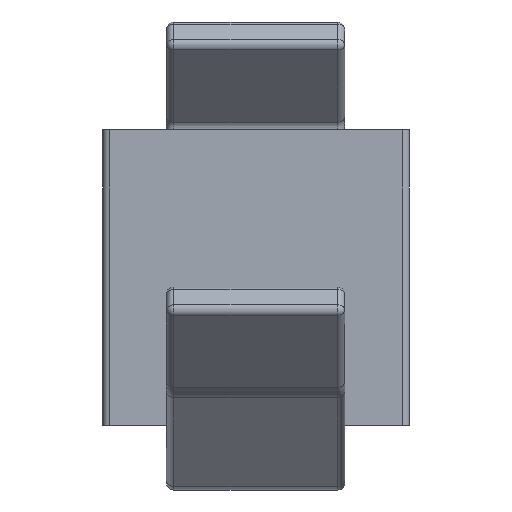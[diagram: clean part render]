
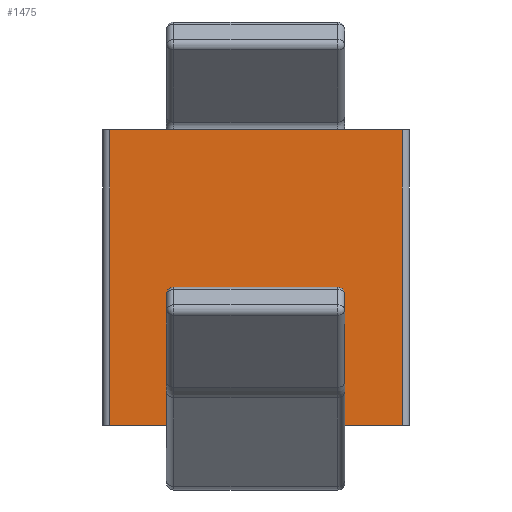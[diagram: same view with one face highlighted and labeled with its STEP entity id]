
A CAD part, front view. The second image highlights one B-rep face of the part: STEP entity #1475.
In plain terms, the highlighted planar face has unit normal (0, -1, 0).
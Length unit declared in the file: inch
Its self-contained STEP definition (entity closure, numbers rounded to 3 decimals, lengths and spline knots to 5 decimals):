
#95=PLANE('',#1596);
#138=FACE_OUTER_BOUND('',#242,.T.);
#242=EDGE_LOOP('',(#1087,#1088,#1089,#1090));
#321=LINE('',#2278,#425);
#326=LINE('',#2290,#430);
#338=LINE('',#2333,#442);
#356=LINE('',#2502,#460);
#425=VECTOR('',#1764,0.406);
#430=VECTOR('',#1775,0.401);
#442=VECTOR('',#1817,0.406);
#460=VECTOR('',#1881,0.401);
#630=VERTEX_POINT('',#2275);
#631=VERTEX_POINT('',#2277);
#635=VERTEX_POINT('',#2289);
#651=VERTEX_POINT('',#2331);
#761=EDGE_CURVE('',#630,#631,#321,.T.);
#767=EDGE_CURVE('',#635,#631,#326,.T.);
#789=EDGE_CURVE('',#635,#651,#338,.T.);
#823=EDGE_CURVE('',#630,#651,#356,.T.);
#1087=ORIENTED_EDGE('',*,*,#761,.F.);
#1088=ORIENTED_EDGE('',*,*,#823,.T.);
#1089=ORIENTED_EDGE('',*,*,#789,.F.);
#1090=ORIENTED_EDGE('',*,*,#767,.T.);
#1475=ADVANCED_FACE('',(#138),#95,.T.);
#1596=AXIS2_PLACEMENT_3D('',#2501,#1879,#1880);
#1764=DIRECTION('',(0.,0.,-1.));
#1775=DIRECTION('',(1.,0.,0.));
#1817=DIRECTION('',(0.,0.,1.));
#1879=DIRECTION('center_axis',(0.,-1.,0.));
#1880=DIRECTION('ref_axis',(0.,0.,-1.));
#1881=DIRECTION('',(-1.,0.,0.));
#2275=CARTESIAN_POINT('',(0.2005,-0.281,-2.594));
#2277=CARTESIAN_POINT('',(0.2005,-0.281,-3.));
#2278=CARTESIAN_POINT('',(0.2005,-0.281,-3.));
#2289=CARTESIAN_POINT('',(-0.2005,-0.281,-3.));
#2290=CARTESIAN_POINT('',(-0.2105,-0.281,-3.));
#2331=CARTESIAN_POINT('',(-0.2005,-0.281,-2.594));
#2333=CARTESIAN_POINT('',(-0.2005,-0.281,-3.));
#2501=CARTESIAN_POINT('Origin',(0.2105,-0.281,-3.));
#2502=CARTESIAN_POINT('',(-0.2105,-0.281,-2.594));
